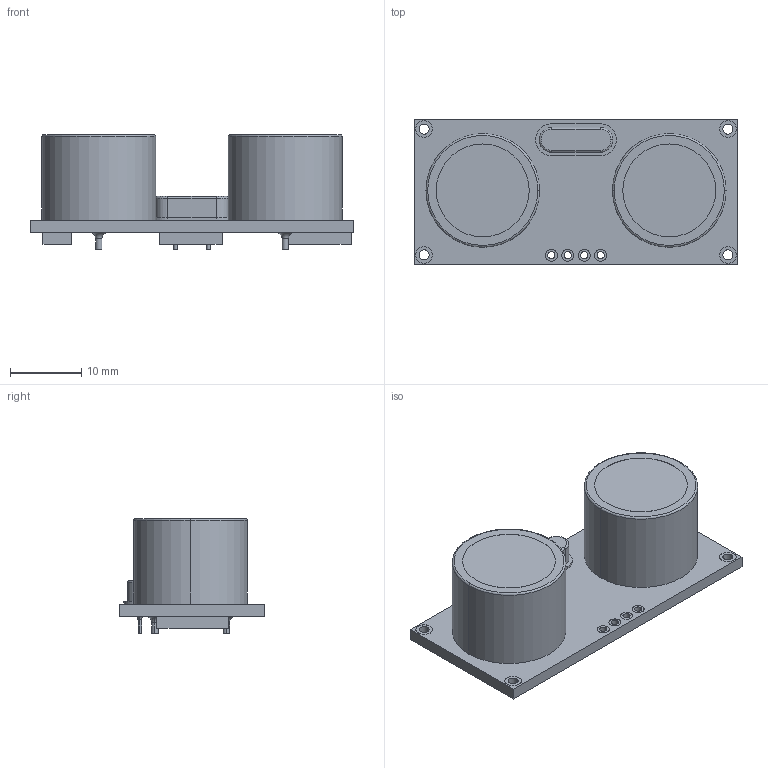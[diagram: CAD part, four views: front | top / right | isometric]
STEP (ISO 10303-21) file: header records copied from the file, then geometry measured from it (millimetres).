
FILE_DESCRIPTION (( 'STEP AP214' ), '1' );
FILE_NAME ('563A27C8-5905-4C42-ADFB-D4DA2F85D02A.STEP', '2024-02-26T12:16:40', ( '' ), ( '' ), 'SwSTEP 2.0', 'SolidWorks 2022', '' );
FILE_SCHEMA (( 'AUTOMOTIVE_DESIGN' ));
Length unit declared in the file: millimetre
Products named in the file (1): 563A27C8-5905-4C42-ADFB-D4DA2F85D02A
Bounding box: 45.3 x 20.4 x 16.04 mm (x, y, z)
Volume: 6598.2 mm3; surface area: 3532.1 mm2
Topology: 1 solids, 1 shells, 148 faces, 325 edges, 210 vertices
Faces by surface type: cylinder 76, plane 53, torus 19
Entity records: 5766 total; most frequent: DIRECTION 812, CARTESIAN_POINT 684, ORIENTED_EDGE 650, AXIS2_PLACEMENT_3D 338, EDGE_CURVE 325, VERTEX_POINT 210, EDGE_LOOP 195, CIRCLE 189
